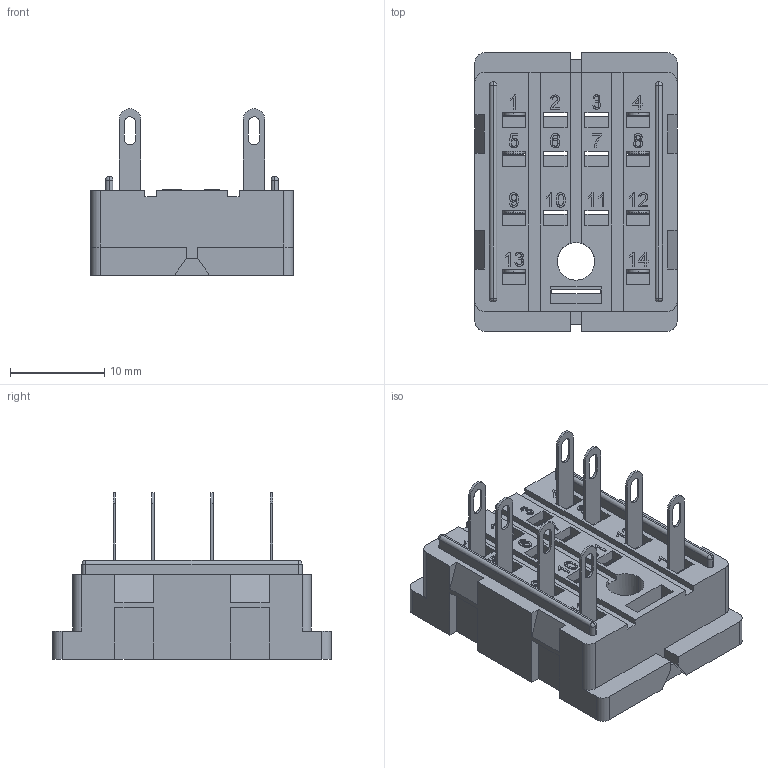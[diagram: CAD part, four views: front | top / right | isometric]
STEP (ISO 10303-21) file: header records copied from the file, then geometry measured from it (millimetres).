
FILE_DESCRIPTION (( 'STEP AP214' ), '1' );
FILE_NAME ('SU4_2L.STEP', '2014-10-03T09:03:44', ( '' ), ( '' ), 'SwSTEP 2.0', 'SolidWorks 2012', '' );
FILE_SCHEMA (( 'AUTOMOTIVE_DESIGN' ));
Length unit declared in the file: millimetre
Products named in the file (1): SU4_2L
Bounding box: 21.5 x 29.6 x 17.7 mm (x, y, z)
Volume: 3657.1 mm3; surface area: 5588.7 mm2
Topology: 1 solids, 1 shells, 849 faces, 2358 edges, 1536 vertices
Faces by surface type: plane 622, bspline 125, cylinder 94, sphere 8
Entity records: 42722 total; most frequent: CARTESIAN_POINT 12293, ORIENTED_EDGE 4700, DIRECTION 3744, EDGE_CURVE 2350, LINE 1906, VECTOR 1906, VERTEX_POINT 1536, EDGE_LOOP 930
